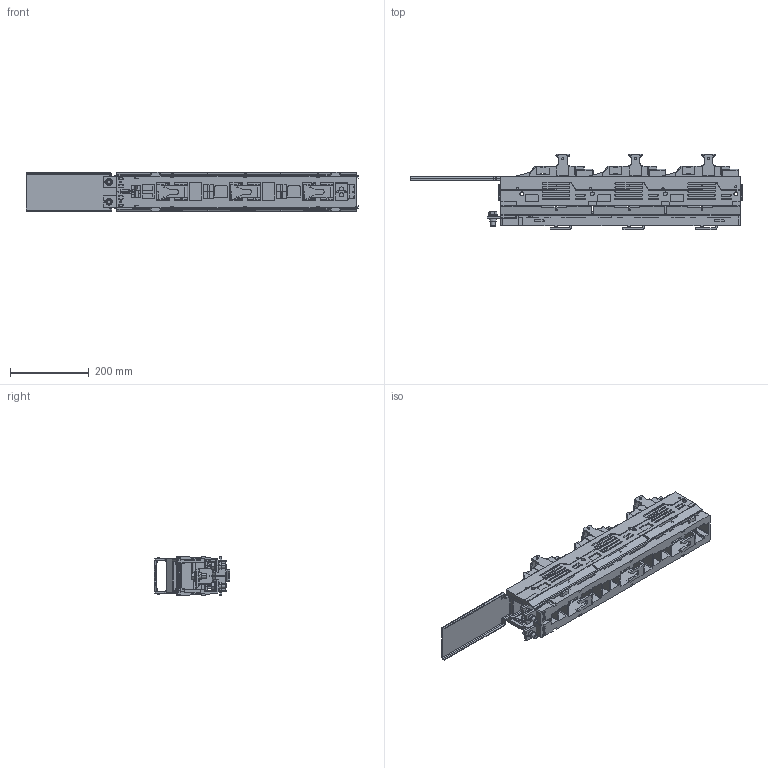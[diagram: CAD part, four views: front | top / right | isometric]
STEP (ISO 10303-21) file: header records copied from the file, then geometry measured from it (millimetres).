
FILE_DESCRIPTION(('TFLEX Exchange Step'),'2;1');
FILE_NAME('ARS 3-1-M 630A У.stp', '2024-02-14T14:40:00+03:00',('Kabanov'),('Unknown organisation'),'TFLEX Exchange 2019.0','T-FLEX CAD','Unknown authorisation');
FILE_SCHEMA( ('AUTOMOTIVE_DESIGN { 1 0 10303 214 1 1 1 1 }') );
Length unit declared in the file: millimetre
Products named in the file (1): BUFFER:0000000000A7CBB0 
Bounding box: 842.5 x 192.74 x 99.55 mm (x, y, z)
Surface area: 901527.6 mm2 (no closed solid volume)
Topology: 0 solids, 69 shells, 2301 faces, 9075 edges, 6670 vertices
Faces by surface type: plane 1290, cylinder 759, sphere 103, bspline 74, cone 40, torus 35
Entity records: 138152 total; most frequent: CARTESIAN_POINT 82615, ORIENTED_EDGE 14118, EDGE_CURVE 9052, B_SPLINE_CURVE_WITH_KNOTS 9008, VERTEX_POINT 6670, DIRECTION 4544, EDGE_LOOP 2501, FACE_BOUND 2501
